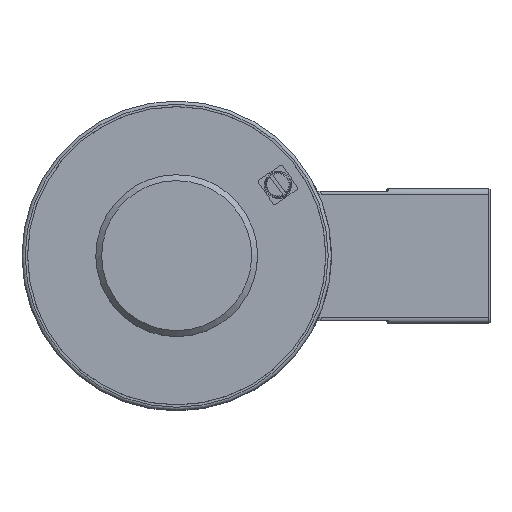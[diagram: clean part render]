
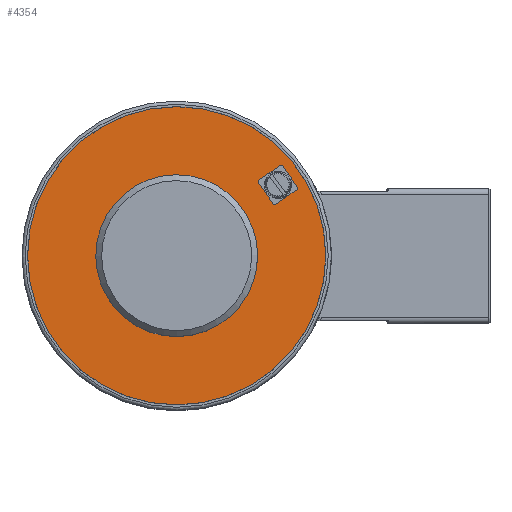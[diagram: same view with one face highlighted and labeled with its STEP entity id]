
A CAD part, top view. The second image highlights one B-rep face of the part: STEP entity #4354.
In plain terms, the highlighted planar face has unit normal (0, 0, 1).
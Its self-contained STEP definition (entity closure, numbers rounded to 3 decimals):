
#242=FACE_BOUND('',#1141,.T.);
#243=FACE_BOUND('',#1142,.T.);
#454=CIRCLE('',#4725,3.4);
#456=CIRCLE('',#4748,50.685);
#463=CIRCLE('',#4763,27.5);
#595=PLANE('',#4762);
#843=FACE_OUTER_BOUND('',#1140,.T.);
#1140=EDGE_LOOP('',(#3936));
#1141=EDGE_LOOP('',(#3937));
#1142=EDGE_LOOP('',(#3938));
#2109=VERTEX_POINT('',#8472);
#2143=VERTEX_POINT('',#8577);
#2154=VERTEX_POINT('',#8642);
#2697=EDGE_CURVE('',#2109,#2109,#454,.T.);
#2747=EDGE_CURVE('',#2143,#2143,#456,.T.);
#2758=EDGE_CURVE('',#2154,#2154,#463,.T.);
#3936=ORIENTED_EDGE('',*,*,#2747,.T.);
#3937=ORIENTED_EDGE('',*,*,#2697,.T.);
#3938=ORIENTED_EDGE('',*,*,#2758,.F.);
#4354=ADVANCED_FACE('',(#843,#242,#243),#595,.T.);
#4725=AXIS2_PLACEMENT_3D('',#8473,#5674,#5675);
#4748=AXIS2_PLACEMENT_3D('',#8578,#5768,#5769);
#4762=AXIS2_PLACEMENT_3D('',#8641,#5798,#5799);
#4763=AXIS2_PLACEMENT_3D('',#8643,#5800,#5801);
#5674=DIRECTION('center_axis',(0.,0.,
-1.));
#5675=DIRECTION('ref_axis',(0.819,0.574,0.));
#5768=DIRECTION('center_axis',(0.,0.,
1.));
#5769=DIRECTION('ref_axis',(-1.,0.,0.));
#5798=DIRECTION('center_axis',(0.,0.,
1.));
#5799=DIRECTION('ref_axis',(0.,1.,0.));
#5800=DIRECTION('center_axis',(0.,0.,
1.));
#5801=DIRECTION('ref_axis',(1.,0.01,0.));
#8472=CARTESIAN_POINT('',(31.621,22.14,229.18));
#8473=CARTESIAN_POINT('Origin',(34.406,24.09,229.18));
#8577=CARTESIAN_POINT('',(50.685,0.,229.18));
#8578=CARTESIAN_POINT('Origin',(0.,0.,
229.18));
#8641=CARTESIAN_POINT('Origin',(-51.134,0.,
229.18));
#8642=CARTESIAN_POINT('',(-27.499,-0.264,229.18));
#8643=CARTESIAN_POINT('Origin',(0.,0.,
229.18));
